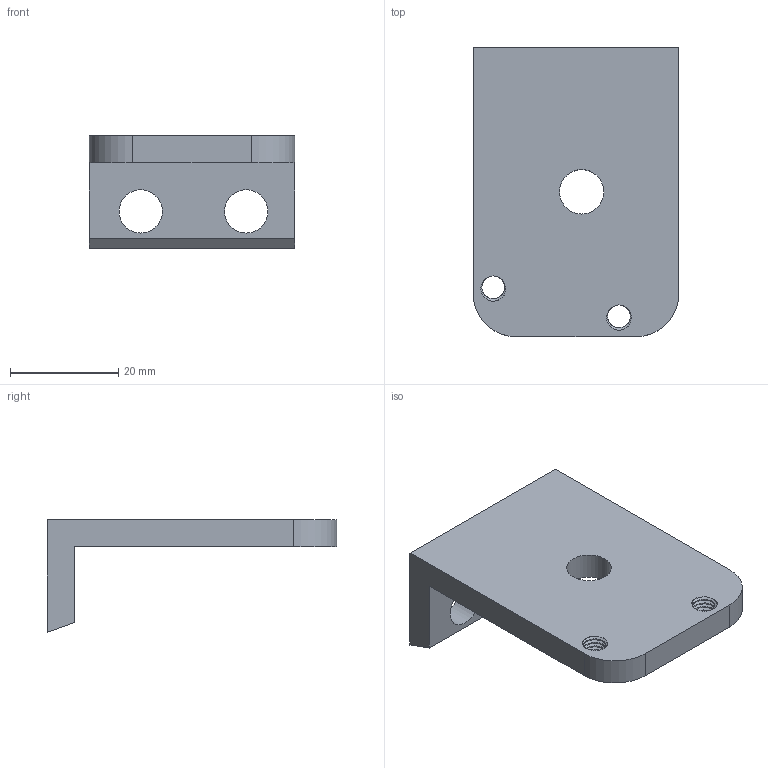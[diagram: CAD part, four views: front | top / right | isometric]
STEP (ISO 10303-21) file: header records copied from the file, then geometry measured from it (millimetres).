
FILE_DESCRIPTION(/* description */ (''),/* implementation_level */ '2;1');
FILE_NAME(/* name */ 'Support partie infrieur gauche acier X1 V0.step',/* time_stamp */ '2024-02-22T21:59:21+01:00',/* author */ (''),/* organization */ (''),/* preprocessor_version */ 'ST-DEVELOPER v20',/* originating_system */ 'Autodesk Translation Framework v12.20.1.177',/* authorisation */ '');
FILE_SCHEMA (('AUTOMOTIVE_DESIGN { 1 0 10303 214 3 1 1 }'));
Length unit declared in the file: millimetre
Products named in the file (1): Support partie inférieur gauche
Bounding box: 37.98 x 53.5 x 20.82 mm (x, y, z)
Volume: 11923.1 mm3; surface area: 6429.4 mm2
Topology: 1 solids, 1 shells, 47 faces, 135 edges, 90 vertices
Faces by surface type: cylinder 35, plane 8, bspline 4
Full cylindrical faces by diameter (mm): 4.234 x6, 5.12 x6, 8 x2, 8.2 x1
Entity records: 3636 total; most frequent: CARTESIAN_POINT 2471, ORIENTED_EDGE 270, DIRECTION 177, EDGE_CURVE 135, VERTEX_POINT 90, B_SPLINE_CURVE_WITH_KNOTS 66, AXIS2_PLACEMENT_3D 64, EDGE_LOOP 57
